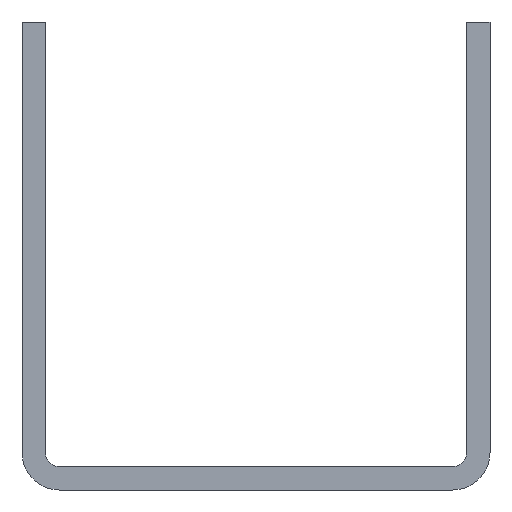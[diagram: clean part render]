
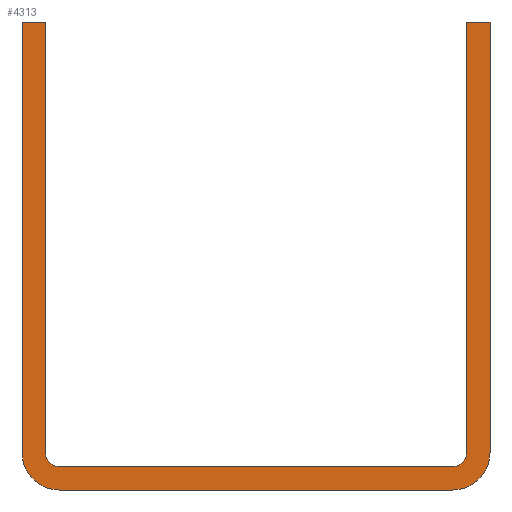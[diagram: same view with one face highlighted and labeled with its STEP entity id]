
A CAD part, front view. The second image highlights one B-rep face of the part: STEP entity #4313.
In plain terms, the highlighted planar face has unit normal (0, -1, 0).
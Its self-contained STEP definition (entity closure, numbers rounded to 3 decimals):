
#2=DIRECTION('',(0.,0.,-1.));
#3=VECTOR('',#2,46.);
#4=CARTESIAN_POINT('',(25.,0.,25.));
#5=LINE('',#4,#3);
#6=CARTESIAN_POINT('',(21.,0.,-21.));
#7=DIRECTION('',(0.,1.,0.));
#8=DIRECTION('',(1.,0.,0.));
#9=AXIS2_PLACEMENT_3D('',#6,#7,#8);
#11=DIRECTION('',(-1.,0.,0.));
#12=VECTOR('',#11,42.);
#13=CARTESIAN_POINT('',(21.,0.,-25.));
#14=LINE('',#13,#12);
#15=CARTESIAN_POINT('',(-21.,0.,-21.));
#16=DIRECTION('',(0.,1.,0.));
#17=DIRECTION('',(0.,0.,-1.));
#18=AXIS2_PLACEMENT_3D('',#15,#16,#17);
#20=DIRECTION('',(0.,0.,1.));
#21=VECTOR('',#20,46.);
#22=CARTESIAN_POINT('',(-25.,0.,-21.));
#23=LINE('',#22,#21);
#24=DIRECTION('',(1.,0.,0.));
#25=VECTOR('',#24,2.5);
#26=CARTESIAN_POINT('',(-25.,0.,25.));
#27=LINE('',#26,#25);
#28=DIRECTION('',(0.,0.,-1.));
#29=VECTOR('',#28,46.);
#30=CARTESIAN_POINT('',(-22.5,0.,25.));
#31=LINE('',#30,#29);
#32=CARTESIAN_POINT('',(-21.,0.,-21.));
#33=DIRECTION('',(0.,-1.,0.));
#34=DIRECTION('',(-1.,0.,0.));
#35=AXIS2_PLACEMENT_3D('',#32,#33,#34);
#37=DIRECTION('',(1.,0.,0.));
#38=VECTOR('',#37,42.);
#39=CARTESIAN_POINT('',(-21.,0.,-22.5));
#40=LINE('',#39,#38);
#41=CARTESIAN_POINT('',(21.,0.,-21.));
#42=DIRECTION('',(0.,-1.,0.));
#43=DIRECTION('',(0.,0.,-1.));
#44=AXIS2_PLACEMENT_3D('',#41,#42,#43);
#46=DIRECTION('',(0.,0.,1.));
#47=VECTOR('',#46,46.);
#48=CARTESIAN_POINT('',(22.5,0.,-21.));
#49=LINE('',#48,#47);
#50=DIRECTION('',(1.,0.,0.));
#51=VECTOR('',#50,2.5);
#52=CARTESIAN_POINT('',(22.5,0.,25.));
#53=LINE('',#52,#51);
#3274=CARTESIAN_POINT('',(25.,0.,25.));
#3275=CARTESIAN_POINT('',(25.,0.,-21.));
#3276=VERTEX_POINT('',#3274);
#3277=VERTEX_POINT('',#3275);
#3278=CARTESIAN_POINT('',(21.,0.,-25.));
#3279=VERTEX_POINT('',#3278);
#3280=CARTESIAN_POINT('',(-21.,0.,-25.));
#3281=VERTEX_POINT('',#3280);
#3282=CARTESIAN_POINT('',(-25.,0.,-21.));
#3283=VERTEX_POINT('',#3282);
#3284=CARTESIAN_POINT('',(-25.,0.,25.));
#3285=VERTEX_POINT('',#3284);
#3286=CARTESIAN_POINT('',(-22.5,0.,25.));
#3287=VERTEX_POINT('',#3286);
#3288=CARTESIAN_POINT('',(-22.5,0.,-21.));
#3289=VERTEX_POINT('',#3288);
#3290=CARTESIAN_POINT('',(-21.,0.,-22.5));
#3291=VERTEX_POINT('',#3290);
#3292=CARTESIAN_POINT('',(21.,0.,-22.5));
#3293=VERTEX_POINT('',#3292);
#3294=CARTESIAN_POINT('',(22.5,0.,-21.));
#3295=VERTEX_POINT('',#3294);
#3296=CARTESIAN_POINT('',(22.5,0.,25.));
#3297=VERTEX_POINT('',#3296);
#4282=CARTESIAN_POINT('',(0.,0.,0.));
#4283=DIRECTION('',(0.,1.,0.));
#4284=DIRECTION('',(1.,0.,0.));
#4285=AXIS2_PLACEMENT_3D('',#4282,#4283,#4284);
#4286=PLANE('',#4285);
#4288=ORIENTED_EDGE('',*,*,#4287,.T.);
#4290=ORIENTED_EDGE('',*,*,#4289,.T.);
#4292=ORIENTED_EDGE('',*,*,#4291,.T.);
#4294=ORIENTED_EDGE('',*,*,#4293,.T.);
#4296=ORIENTED_EDGE('',*,*,#4295,.T.);
#4298=ORIENTED_EDGE('',*,*,#4297,.T.);
#4300=ORIENTED_EDGE('',*,*,#4299,.T.);
#4302=ORIENTED_EDGE('',*,*,#4301,.T.);
#4304=ORIENTED_EDGE('',*,*,#4303,.T.);
#4306=ORIENTED_EDGE('',*,*,#4305,.T.);
#4308=ORIENTED_EDGE('',*,*,#4307,.T.);
#4310=ORIENTED_EDGE('',*,*,#4309,.T.);
#4311=EDGE_LOOP('',(#4288,#4290,#4292,#4294,#4296,#4298,#4300,#4302,#4304,#4306,
#4308,#4310));
#4312=FACE_OUTER_BOUND('',#4311,.F.);
#4313=ADVANCED_FACE('',(#4312),#4286,.F.);
#10=CIRCLE('',#9,4.);
#19=CIRCLE('',#18,4.);
#36=CIRCLE('',#35,1.5);
#45=CIRCLE('',#44,1.5);
#4287=EDGE_CURVE('',#3276,#3277,#5,.T.);
#4289=EDGE_CURVE('',#3277,#3279,#10,.T.);
#4291=EDGE_CURVE('',#3279,#3281,#14,.T.);
#4293=EDGE_CURVE('',#3281,#3283,#19,.T.);
#4295=EDGE_CURVE('',#3283,#3285,#23,.T.);
#4297=EDGE_CURVE('',#3285,#3287,#27,.T.);
#4299=EDGE_CURVE('',#3287,#3289,#31,.T.);
#4301=EDGE_CURVE('',#3289,#3291,#36,.T.);
#4303=EDGE_CURVE('',#3291,#3293,#40,.T.);
#4305=EDGE_CURVE('',#3293,#3295,#45,.T.);
#4307=EDGE_CURVE('',#3295,#3297,#49,.T.);
#4309=EDGE_CURVE('',#3297,#3276,#53,.T.);
